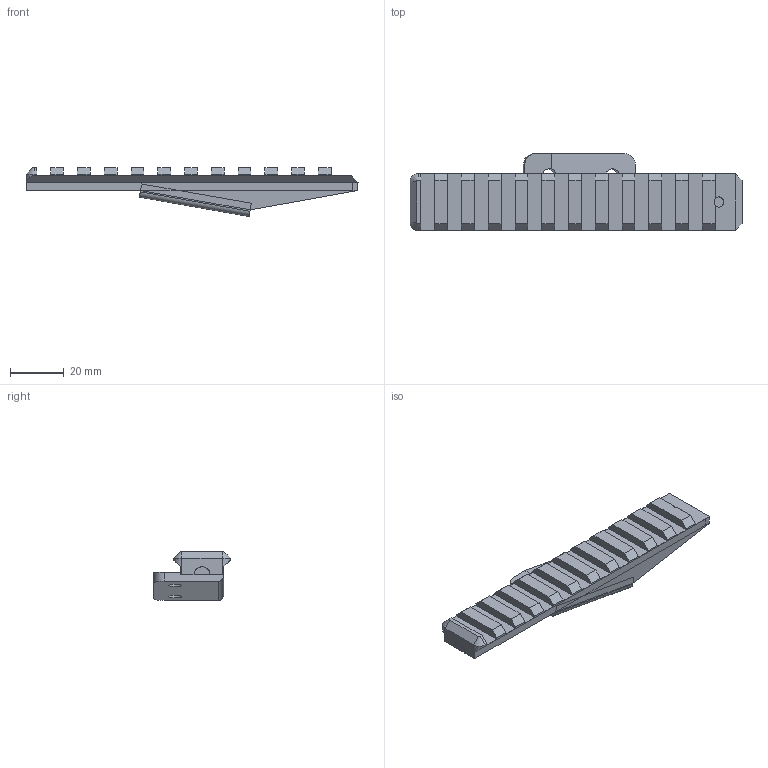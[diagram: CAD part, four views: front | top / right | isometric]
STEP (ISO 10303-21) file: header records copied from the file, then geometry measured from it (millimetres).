
FILE_DESCRIPTION(('FreeCAD Model'),'2;1');
FILE_NAME('Open CASCADE Shape Model','2024-04-09T13:50:45',(''),(''), 'Open CASCADE STEP processor 7.6','FreeCAD','Unknown');
FILE_SCHEMA(('AUTOMOTIVE_DESIGN { 1 0 10303 214 1 1 1 1 }'));
Length unit declared in the file: millimetre
Products named in the file (1): picatini offset001
Bounding box: 124.12 x 28.71 x 18.28 mm (x, y, z)
Volume: 23357 mm3; surface area: 9809.1 mm2
Topology: 1 solids, 1 shells, 117 faces, 333 edges, 216 vertices
Faces by surface type: bspline 92, plane 18, cylinder 5, cone 2
Full cylindrical faces by diameter (mm): 5 x2
Entity records: 4745 total; most frequent: CARTESIAN_POINT 1995, ORIENTED_EDGE 666, DIRECTION 375, EDGE_CURVE 333, LINE 283, VECTOR 283, VERTEX_POINT 216, FACE_BOUND 119
